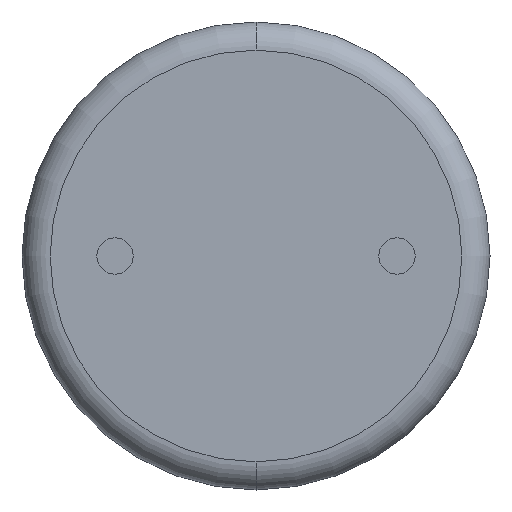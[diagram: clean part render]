
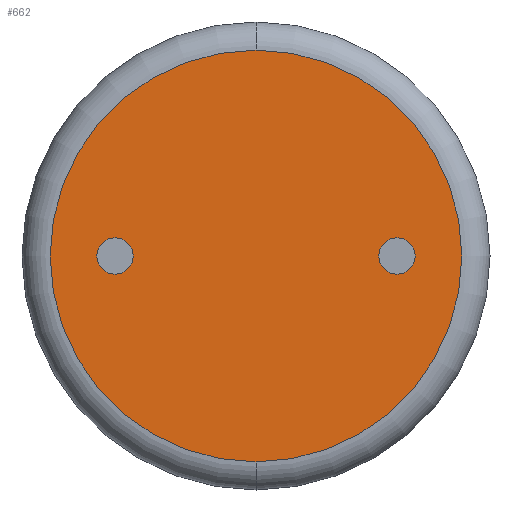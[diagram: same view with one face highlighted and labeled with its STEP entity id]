
A CAD part, front view. The second image highlights one B-rep face of the part: STEP entity #662.
In plain terms, the highlighted planar face has unit normal (0, -1, 0).
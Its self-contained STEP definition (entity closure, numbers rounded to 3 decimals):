
#486 = EDGE_CURVE ( 'NONE', #487, #488, #1040, .T. ) ;
#487 = VERTEX_POINT ( 'NONE', #1084 ) ;
#488 = VERTEX_POINT ( 'NONE', #1083 ) ;
#531 = ORIENTED_EDGE ( 'NONE', *, *, #532, .T. ) ;
#532 = EDGE_CURVE ( 'NONE', #488, #487, #1214, .T. ) ;
#533 = ORIENTED_EDGE ( 'NONE', *, *, #486, .T. ) ;
#662 = ADVANCED_FACE ( 'NONE', ( #1369 ), #1407, .T. ) ;
#663 = EDGE_LOOP ( 'NONE', ( #531, #533 ) ) ;
#1040 = CIRCLE ( 'NONE', #1088, 3.65 ) ;
#1083 = CARTESIAN_POINT ( 'NONE',  ( 0., 0.01, -3.65 ) ) ;
#1084 = CARTESIAN_POINT ( 'NONE',  ( 0., 0.01, 3.65 ) ) ;
#1085 = DIRECTION ( 'NONE',  ( 0., 0., -1. ) ) ;
#1086 = DIRECTION ( 'NONE',  ( 0., -1., 0. ) ) ;
#1087 = CARTESIAN_POINT ( 'NONE',  ( 0., 0.01, 0. ) ) ;
#1088 = AXIS2_PLACEMENT_3D ( 'NONE', #1087, #1086, #1085 ) ;
#1187 = DIRECTION ( 'NONE',  ( 0., 0., -1. ) ) ;
#1188 = DIRECTION ( 'NONE',  ( 0., -1., 0. ) ) ;
#1212 = CARTESIAN_POINT ( 'NONE',  ( 0., 0.01, 0. ) ) ;
#1213 = AXIS2_PLACEMENT_3D ( 'NONE', #1212, #1188, #1187 ) ;
#1214 = CIRCLE ( 'NONE', #1213, 3.65 ) ;
#1369 = FACE_OUTER_BOUND ( 'NONE', #663, .T. ) ;
#1401 = DIRECTION ( 'NONE',  ( 0., 0., -1. ) ) ;
#1402 = DIRECTION ( 'NONE',  ( 0., -1., 0. ) ) ;
#1404 = CARTESIAN_POINT ( 'NONE',  ( 0., 0.01, 0. ) ) ;
#1405 = AXIS2_PLACEMENT_3D ( 'NONE', #1404, #1402, #1401 ) ;
#1407 = PLANE ( 'NONE',  #1405 ) ;
